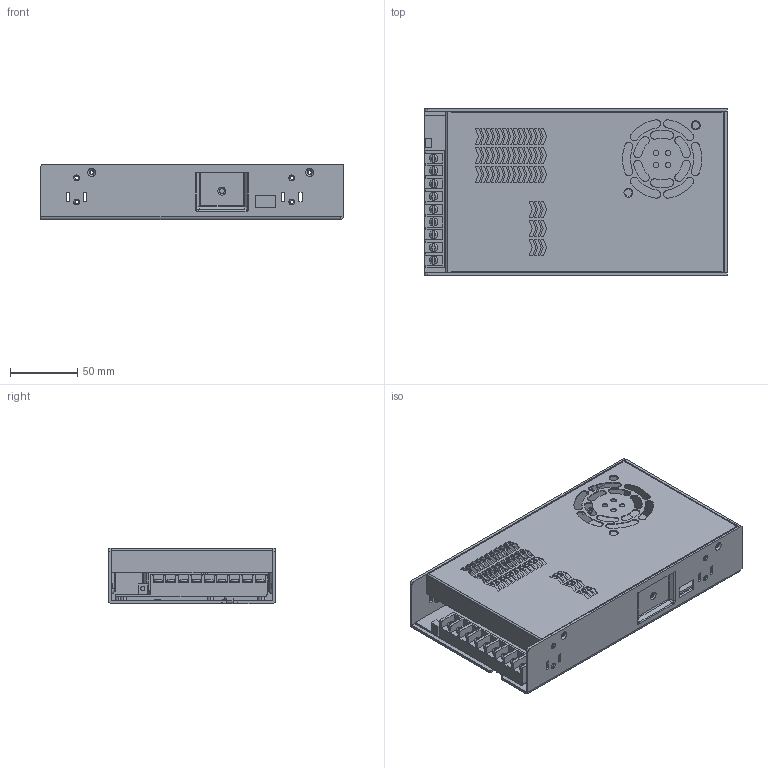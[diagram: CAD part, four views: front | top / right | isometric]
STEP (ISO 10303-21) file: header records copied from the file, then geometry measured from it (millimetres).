
FILE_DESCRIPTION(/* description */ (''),/* implementation_level */ '2;1');
FILE_NAME(/* name */ 'MTS600W.stp',/* time_stamp */ '2023-07-21T15:38:29+08:00',/* author */ (''),/* organization */ (''),/* preprocessor_version */ 'ST-DEVELOPER v19.3',/* originating_system */ 'SIEMENS PLM Software NX2212.3001',/* authorisation */ '');
FILE_SCHEMA (('AP203_CONFIGURATION_CONTROLLED_3D_DESIGN_OF_MECHANICAL_PARTS_AND_ASSEMBLIES_MIM_LF { 1 0 10303 403 2 1 2}'));
Length unit declared in the file: millimetre
Products named in the file (4): PCB1_1; A04WTTSK0000133; A04WTJSK0000134; MTS600W-V孔
Assembly tree (3 placements, depth 2):
  MTS600W-V孔
    A04WTJSK0000134
    A04WTTSK0000133
    PCB1_1
Bounding box: 225 x 124 x 41.01 mm (x, y, z)
Volume: 167681.2 mm3; surface area: 211510.9 mm2
Topology: 3 solids, 3 shells, 1133 faces, 3115 edges, 1979 vertices
Faces by surface type: plane 727, cylinder 285, torus 58, bspline 40, cone 16, sphere 4, extrusion 3
Full cylindrical faces by diameter (mm): 2.5 x4, 3.55 x4
Entity records: 41685 total; most frequent: CARTESIAN_POINT 8172, ORIENTED_EDGE 6066, DIRECTION 5846, EDGE_CURVE 3033, VECTOR 2086, LINE 2083, VERTEX_POINT 1975, AXIS2_PLACEMENT_3D 1880
